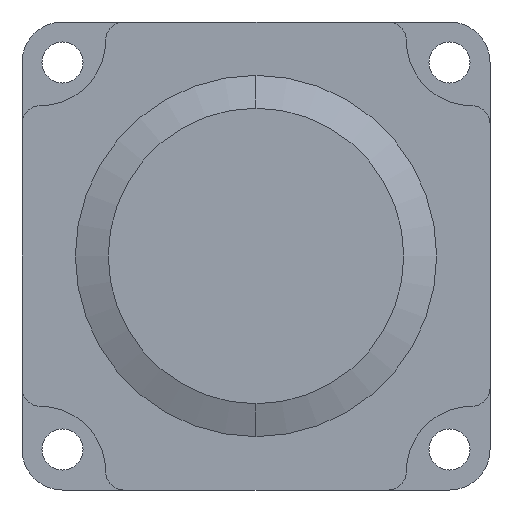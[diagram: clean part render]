
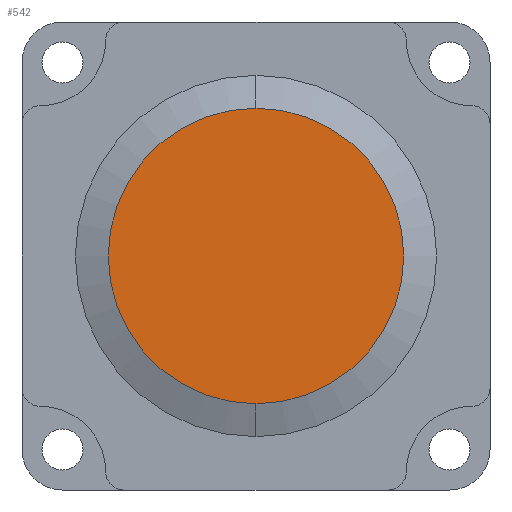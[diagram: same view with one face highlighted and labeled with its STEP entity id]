
A CAD part, front view. The second image highlights one B-rep face of the part: STEP entity #542.
In plain terms, the highlighted planar face has unit normal (0, -1, 0).
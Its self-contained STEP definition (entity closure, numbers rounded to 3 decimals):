
#31 = AXIS2_PLACEMENT_3D ( 'NONE', #1887, #1847, #1008 ) ;
#215 = VERTEX_POINT ( 'NONE', #339 ) ;
#233 = CIRCLE ( 'NONE', #1504, 18. ) ;
#237 = FACE_OUTER_BOUND ( 'NONE', #2581, .T. ) ;
#339 = CARTESIAN_POINT ( 'NONE',  ( 28.5, -164.5, -10.5 ) ) ;
#497 = CARTESIAN_POINT ( 'NONE',  ( 28.5, -164.5, -28.5 ) ) ;
#517 = DIRECTION ( 'NONE',  ( 0., 1., 0. ) ) ;
#542 = ADVANCED_FACE ( 'NONE', ( #237 ), #956, .F. ) ;
#605 = VERTEX_POINT ( 'NONE', #2001 ) ;
#956 = PLANE ( 'NONE',  #31 ) ;
#991 = DIRECTION ( 'NONE',  ( 0., 0., 1. ) ) ;
#1008 = DIRECTION ( 'NONE',  ( 0., 0., 1. ) ) ;
#1038 = EDGE_CURVE ( 'NONE', #215, #605, #1983, .T. ) ;
#1124 = ORIENTED_EDGE ( 'NONE', *, *, #1038, .F. ) ;
#1223 = DIRECTION ( 'NONE',  ( 0., 1., 0. ) ) ;
#1504 = AXIS2_PLACEMENT_3D ( 'NONE', #2026, #1223, #991 ) ;
#1620 = DIRECTION ( 'NONE',  ( 0., 0., 1. ) ) ;
#1847 = DIRECTION ( 'NONE',  ( 0., 1., 0. ) ) ;
#1887 = CARTESIAN_POINT ( 'NONE',  ( 28.5, -164.5, -28.5 ) ) ;
#1983 = CIRCLE ( 'NONE', #2567, 18. ) ;
#2001 = CARTESIAN_POINT ( 'NONE',  ( 28.5, -164.5, -46.5 ) ) ;
#2026 = CARTESIAN_POINT ( 'NONE',  ( 28.5, -164.5, -28.5 ) ) ;
#2164 = EDGE_CURVE ( 'NONE', #605, #215, #233, .T. ) ;
#2208 = ORIENTED_EDGE ( 'NONE', *, *, #2164, .F. ) ;
#2567 = AXIS2_PLACEMENT_3D ( 'NONE', #497, #517, #1620 ) ;
#2581 = EDGE_LOOP ( 'NONE', ( #1124, #2208 ) ) ;
